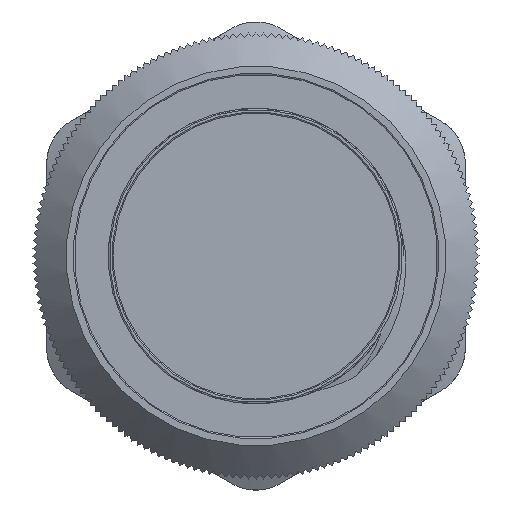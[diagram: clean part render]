
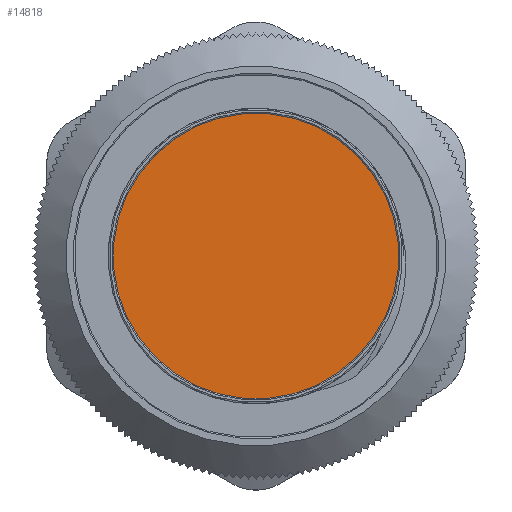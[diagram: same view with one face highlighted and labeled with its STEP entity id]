
A CAD part, front view. The second image highlights one B-rep face of the part: STEP entity #14818.
In plain terms, the highlighted planar face has unit normal (0, -1, 0).
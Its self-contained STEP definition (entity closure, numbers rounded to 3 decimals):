
#3878=FACE_OUTER_BOUND('',#4674,.T.);
#4674=EDGE_LOOP('',(#9432));
#5482=CIRCLE('',#15640,23.2);
#5563=VERTEX_POINT('',#19063);
#7107=EDGE_CURVE('',#5563,#5563,#5482,.T.);
#9432=ORIENTED_EDGE('',*,*,#7107,.F.);
#14078=PLANE('',#15639);
#14818=ADVANCED_FACE('',(#3878),#14078,.T.);
#15639=AXIS2_PLACEMENT_3D('',#19062,#16515,#16516);
#15640=AXIS2_PLACEMENT_3D('',#19064,#16517,#16518);
#16515=DIRECTION('center_axis',(0.,-1.,0.));
#16516=DIRECTION('ref_axis',(0.,0.,-1.));
#16517=DIRECTION('center_axis',(0.,1.,0.));
#16518=DIRECTION('ref_axis',(-0.966,0.,-0.259));
#19062=CARTESIAN_POINT('Origin',(0.386,6.5,-0.344));
#19063=CARTESIAN_POINT('',(22.796,6.5,5.661));
#19064=CARTESIAN_POINT('Origin',(0.386,6.5,-0.344));
